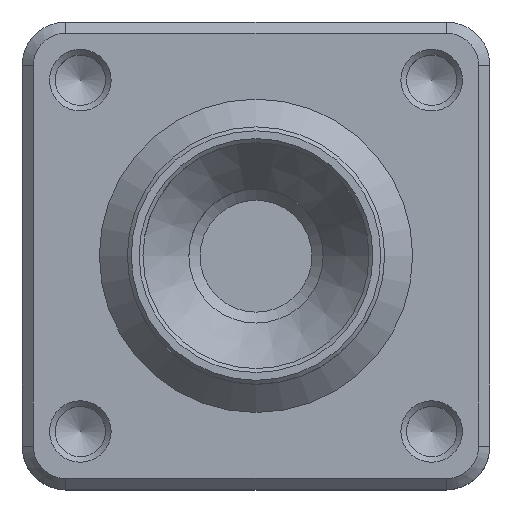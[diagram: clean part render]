
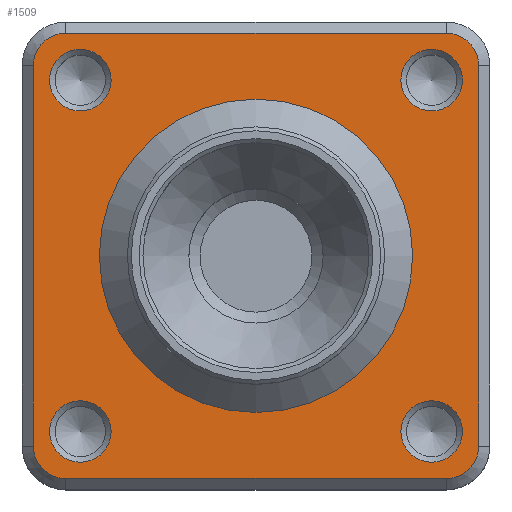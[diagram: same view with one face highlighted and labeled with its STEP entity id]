
A CAD part, top view. The second image highlights one B-rep face of the part: STEP entity #1509.
In plain terms, the highlighted planar face has unit normal (0, 0, 1).
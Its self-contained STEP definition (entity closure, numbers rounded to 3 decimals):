
#43=FACE_BOUND('',#212,.T.);
#44=FACE_BOUND('',#213,.T.);
#45=FACE_BOUND('',#214,.T.);
#46=FACE_BOUND('',#215,.T.);
#47=FACE_BOUND('',#216,.T.);
#53=PLANE('',#1634);
#110=FACE_OUTER_BOUND('',#211,.T.);
#211=EDGE_LOOP('',(#1055,#1056,#1057,#1058,#1059,#1060,#1061,#1062));
#212=EDGE_LOOP('',(#1063));
#213=EDGE_LOOP('',(#1064));
#214=EDGE_LOOP('',(#1065));
#215=EDGE_LOOP('',(#1066));
#216=EDGE_LOOP('',(#1067));
#319=LINE('',#2369,#451);
#320=LINE('',#2373,#452);
#321=LINE('',#2377,#453);
#322=LINE('',#2381,#454);
#451=VECTOR('',#1854,10.);
#452=VECTOR('',#1857,10.);
#453=VECTOR('',#1860,10.);
#454=VECTOR('',#1863,10.);
#585=CIRCLE('',#1631,2.75);
#588=CIRCLE('',#1635,2.9);
#589=CIRCLE('',#1636,2.9);
#590=CIRCLE('',#1637,2.9);
#591=CIRCLE('',#1638,2.9);
#592=CIRCLE('',#1639,2.75);
#593=CIRCLE('',#1640,2.75);
#594=CIRCLE('',#1641,14.);
#595=CIRCLE('',#1642,2.75);
#677=VERTEX_POINT('',#2359);
#680=VERTEX_POINT('',#2367);
#681=VERTEX_POINT('',#2368);
#682=VERTEX_POINT('',#2370);
#683=VERTEX_POINT('',#2372);
#684=VERTEX_POINT('',#2374);
#685=VERTEX_POINT('',#2376);
#686=VERTEX_POINT('',#2378);
#687=VERTEX_POINT('',#2380);
#688=VERTEX_POINT('',#2383);
#689=VERTEX_POINT('',#2385);
#690=VERTEX_POINT('',#2387);
#691=VERTEX_POINT('',#2389);
#817=EDGE_CURVE('',#677,#677,#585,.T.);
#821=EDGE_CURVE('',#680,#681,#319,.T.);
#822=EDGE_CURVE('',#682,#680,#588,.T.);
#823=EDGE_CURVE('',#683,#682,#320,.T.);
#824=EDGE_CURVE('',#684,#683,#589,.T.);
#825=EDGE_CURVE('',#685,#684,#321,.T.);
#826=EDGE_CURVE('',#686,#685,#590,.T.);
#827=EDGE_CURVE('',#687,#686,#322,.T.);
#828=EDGE_CURVE('',#681,#687,#591,.T.);
#829=EDGE_CURVE('',#688,#688,#592,.T.);
#830=EDGE_CURVE('',#689,#689,#593,.T.);
#831=EDGE_CURVE('',#690,#690,#594,.T.);
#832=EDGE_CURVE('',#691,#691,#595,.T.);
#1055=ORIENTED_EDGE('',*,*,#821,.F.);
#1056=ORIENTED_EDGE('',*,*,#822,.F.);
#1057=ORIENTED_EDGE('',*,*,#823,.F.);
#1058=ORIENTED_EDGE('',*,*,#824,.F.);
#1059=ORIENTED_EDGE('',*,*,#825,.F.);
#1060=ORIENTED_EDGE('',*,*,#826,.F.);
#1061=ORIENTED_EDGE('',*,*,#827,.F.);
#1062=ORIENTED_EDGE('',*,*,#828,.F.);
#1063=ORIENTED_EDGE('',*,*,#829,.F.);
#1064=ORIENTED_EDGE('',*,*,#830,.F.);
#1065=ORIENTED_EDGE('',*,*,#831,.F.);
#1066=ORIENTED_EDGE('',*,*,#832,.F.);
#1067=ORIENTED_EDGE('',*,*,#817,.F.);
#1509=ADVANCED_FACE('',(#110,#43,#44,#45,#46,#47),#53,.T.);
#1631=AXIS2_PLACEMENT_3D('',#2360,#1845,#1846);
#1634=AXIS2_PLACEMENT_3D('',#2366,#1852,#1853);
#1635=AXIS2_PLACEMENT_3D('',#2371,#1855,#1856);
#1636=AXIS2_PLACEMENT_3D('',#2375,#1858,#1859);
#1637=AXIS2_PLACEMENT_3D('',#2379,#1861,#1862);
#1638=AXIS2_PLACEMENT_3D('',#2382,#1864,#1865);
#1639=AXIS2_PLACEMENT_3D('',#2384,#1866,#1867);
#1640=AXIS2_PLACEMENT_3D('',#2386,#1868,#1869);
#1641=AXIS2_PLACEMENT_3D('',#2388,#1870,#1871);
#1642=AXIS2_PLACEMENT_3D('',#2390,#1872,#1873);
#1845=DIRECTION('center_axis',(0.,0.,1.));
#1846=DIRECTION('ref_axis',(-1.,0.,0.));
#1852=DIRECTION('center_axis',(0.,0.,1.));
#1853=DIRECTION('ref_axis',(1.,0.,0.));
#1854=DIRECTION('',(0.,-1.,0.));
#1855=DIRECTION('center_axis',(0.,0.,-1.));
#1856=DIRECTION('ref_axis',(0.707,0.707,0.));
#1857=DIRECTION('',(1.,0.,0.));
#1858=DIRECTION('center_axis',(0.,0.,-1.));
#1859=DIRECTION('ref_axis',(-0.707,0.707,0.));
#1860=DIRECTION('',(0.,1.,0.));
#1861=DIRECTION('center_axis',(0.,0.,-1.));
#1862=DIRECTION('ref_axis',(-0.707,-0.707,0.));
#1863=DIRECTION('',(-1.,0.,0.));
#1864=DIRECTION('center_axis',(0.,0.,-1.));
#1865=DIRECTION('ref_axis',(0.707,-0.707,0.));
#1866=DIRECTION('center_axis',(0.,0.,1.));
#1867=DIRECTION('ref_axis',(-1.,0.,0.));
#1868=DIRECTION('center_axis',(0.,0.,1.));
#1869=DIRECTION('ref_axis',(-1.,0.,0.));
#1870=DIRECTION('center_axis',(0.,0.,1.));
#1871=DIRECTION('ref_axis',(-1.,0.,0.));
#1872=DIRECTION('center_axis',(0.,0.,1.));
#1873=DIRECTION('ref_axis',(-1.,0.,0.));
#2359=CARTESIAN_POINT('',(7.95,5.2,16.));
#2360=CARTESIAN_POINT('Origin',(5.2,5.2,16.));
#2366=CARTESIAN_POINT('Origin',(20.9,20.9,16.));
#2367=CARTESIAN_POINT('',(40.8,37.9,16.));
#2368=CARTESIAN_POINT('',(40.8,3.9,16.));
#2369=CARTESIAN_POINT('',(40.8,10.45,16.));
#2370=CARTESIAN_POINT('',(37.9,40.8,16.));
#2371=CARTESIAN_POINT('Origin',(37.9,37.9,16.));
#2372=CARTESIAN_POINT('',(3.9,40.8,16.));
#2373=CARTESIAN_POINT('',(31.35,40.8,16.));
#2374=CARTESIAN_POINT('',(1.,37.9,16.));
#2375=CARTESIAN_POINT('Origin',(3.9,37.9,16.));
#2376=CARTESIAN_POINT('',(1.,3.9,16.));
#2377=CARTESIAN_POINT('',(1.,31.35,16.));
#2378=CARTESIAN_POINT('',(3.9,1.,16.));
#2379=CARTESIAN_POINT('Origin',(3.9,3.9,16.));
#2380=CARTESIAN_POINT('',(37.9,1.,16.));
#2381=CARTESIAN_POINT('',(10.45,1.,16.));
#2382=CARTESIAN_POINT('Origin',(37.9,3.9,16.));
#2383=CARTESIAN_POINT('',(39.35,5.2,16.));
#2384=CARTESIAN_POINT('Origin',(36.6,5.2,16.));
#2385=CARTESIAN_POINT('',(7.95,36.6,16.));
#2386=CARTESIAN_POINT('Origin',(5.2,36.6,16.));
#2387=CARTESIAN_POINT('',(34.9,20.9,16.));
#2388=CARTESIAN_POINT('Origin',(20.9,20.9,16.));
#2389=CARTESIAN_POINT('',(39.35,36.6,16.));
#2390=CARTESIAN_POINT('Origin',(36.6,36.6,16.));
